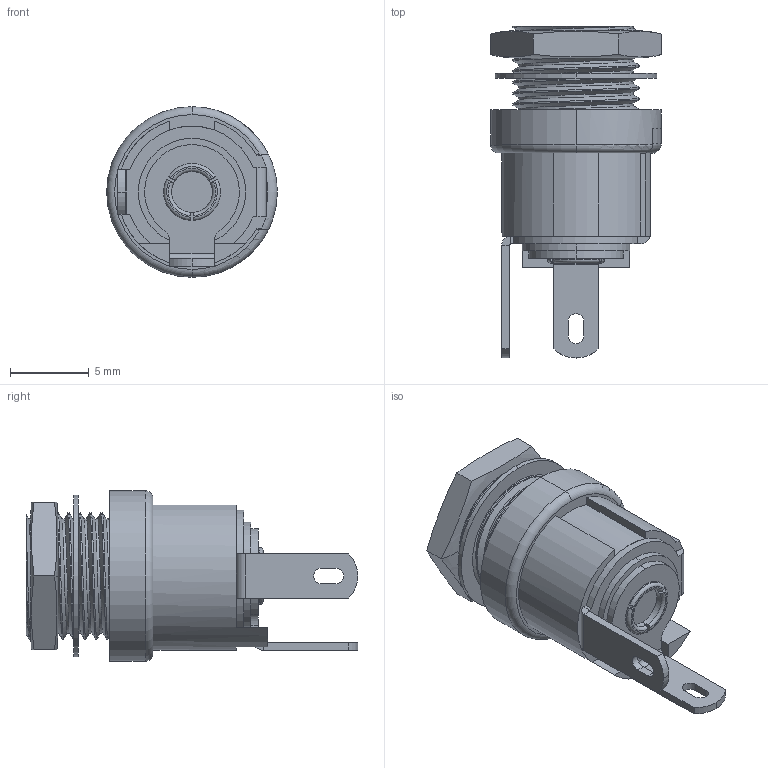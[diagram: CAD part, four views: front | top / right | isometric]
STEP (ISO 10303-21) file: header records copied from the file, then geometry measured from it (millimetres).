
FILE_DESCRIPTION (( 'STEP AP214' ), '1' );
FILE_NAME ('EJ501C.STEP', '2020-02-07T00:38:46', ( '' ), ( '' ), 'SwSTEP 2.0', 'SolidWorks 2017', '' );
FILE_SCHEMA (( 'AUTOMOTIVE_DESIGN' ));
Length unit declared in the file: millimetre
Products named in the file (1): EJ501C
Bounding box: 10.8 x 21 x 10.8 mm (x, y, z)
Volume: 895.6 mm3; surface area: 1671.9 mm2
Topology: 9 solids, 9 shells, 199 faces, 502 edges, 326 vertices
Faces by surface type: plane 94, cylinder 84, torus 14, sphere 4, bspline 3
Entity records: 7446 total; most frequent: CARTESIAN_POINT 2572, ORIENTED_EDGE 1004, DIRECTION 989, EDGE_CURVE 502, AXIS2_PLACEMENT_3D 372, VERTEX_POINT 326, LINE 245, VECTOR 245
